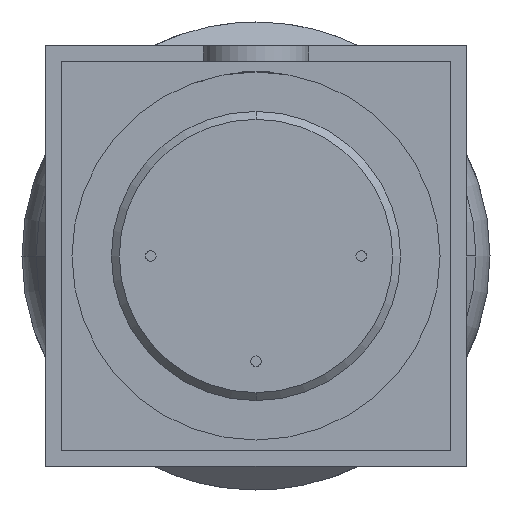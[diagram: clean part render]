
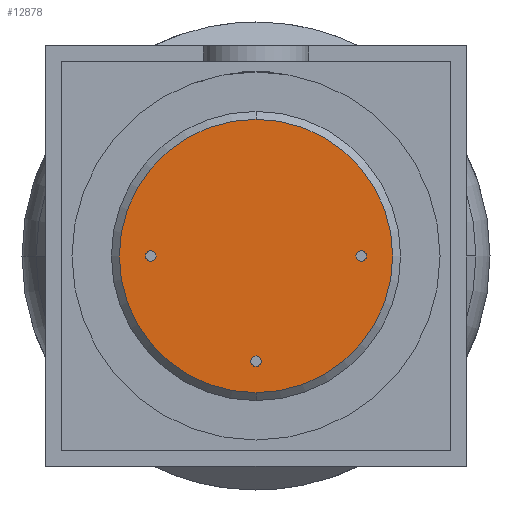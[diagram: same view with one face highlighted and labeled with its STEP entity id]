
A CAD part, front view. The second image highlights one B-rep face of the part: STEP entity #12878.
In plain terms, the highlighted planar face has unit normal (0, -1, 0).
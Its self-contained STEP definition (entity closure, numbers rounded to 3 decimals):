
#68 = CARTESIAN_POINT ( 'NONE',  ( -1.9, -42.8, 0. ) ) ;
#372 = EDGE_LOOP ( 'NONE', ( #10285, #6017 ) ) ;
#595 = PLANE ( 'NONE',  #13256 ) ;
#626 = AXIS2_PLACEMENT_3D ( 'NONE', #4419, #9112, #13779 ) ;
#864 = VERTEX_POINT ( 'NONE', #68 ) ;
#957 = CARTESIAN_POINT ( 'NONE',  ( 0., -42.8, -2. ) ) ;
#1496 = CARTESIAN_POINT ( 'NONE',  ( 0., -42.8, -1.9 ) ) ;
#2179 = DIRECTION ( 'NONE',  ( 0., -1., 0. ) ) ;
#2650 = EDGE_CURVE ( 'Defeature ausgef�hrt1_28+Defeature ausgef�hrt1_27+Defeature ausgef�hrt1_27+Defeature ausgef�hrt1_27', #864, #8610, #11667, .T. ) ;
#2767 = ORIENTED_EDGE ( 'NONE', *, *, #4514, .T. ) ;
#2940 = FACE_OUTER_BOUND ( 'NONE', #14705, .T. ) ;
#2961 = EDGE_LOOP ( 'NONE', ( #10935, #8879 ) ) ;
#3134 = CARTESIAN_POINT ( 'NONE',  ( 0., -42.8, 2.6 ) ) ;
#3296 = DIRECTION ( 'NONE',  ( 0., 0., 1. ) ) ;
#3319 = EDGE_CURVE ( 'Defeature ausgef�hrt1_28+Defeature ausgef�hrt1_26+Defeature ausgef�hrt1_26+Defeature ausgef�hrt1_26', #4540, #12728, #10703, .T. ) ;
#3378 = VERTEX_POINT ( 'NONE', #3134 ) ;
#3758 = DIRECTION ( 'NONE',  ( 0., 1., 0. ) ) ;
#3780 = CARTESIAN_POINT ( 'NONE',  ( -2.1, -42.8, 0. ) ) ;
#4065 = DIRECTION ( 'NONE',  ( 0., 0., 1. ) ) ;
#4419 = CARTESIAN_POINT ( 'NONE',  ( 0., -42.8, -2. ) ) ;
#4454 = VERTEX_POINT ( 'NONE', #14855 ) ;
#4514 = EDGE_CURVE ( 'Defeature ausgef�hrt1_28+Defeature ausgef�hrt1_29+Defeature ausgef�hrt1_29+Defeature ausgef�hrt1_29', #3378, #5903, #8500, .T. ) ;
#4540 = VERTEX_POINT ( 'NONE', #15004 ) ;
#4736 = CIRCLE ( 'NONE', #626, 0.1 ) ;
#5024 = CARTESIAN_POINT ( 'NONE',  ( -2., -42.8, 0. ) ) ;
#5063 = AXIS2_PLACEMENT_3D ( 'NONE', #957, #15150, #10363 ) ;
#5903 = VERTEX_POINT ( 'NONE', #11192 ) ;
#6017 = ORIENTED_EDGE ( 'NONE', *, *, #3319, .T. ) ;
#6105 = ORIENTED_EDGE ( 'NONE', *, *, #10396, .T. ) ;
#6576 = CIRCLE ( 'NONE', #10290, 0.1 ) ;
#6810 = FACE_BOUND ( 'NONE', #372, .T. ) ;
#6850 = CARTESIAN_POINT ( 'NONE',  ( 0., -42.8, 0. ) ) ;
#7162 = FACE_BOUND ( 'NONE', #12218, .T. ) ;
#7165 = EDGE_CURVE ( 'Defeature ausgef�hrt1_28+Defeature ausgef�hrt1_25+Defeature ausgef�hrt1_25+Defeature ausgef�hrt1_25', #10667, #4454, #7700, .T. ) ;
#7700 = CIRCLE ( 'NONE', #5063, 0.1 ) ;
#8365 = EDGE_CURVE ( 'Defeature ausgef�hrt1_28+Defeature ausgef�hrt1_25+Defeature ausgef�hrt1_25+Defeature ausgef�hrt1_25', #4454, #10667, #4736, .T. ) ;
#8500 = CIRCLE ( 'NONE', #13429, 2.6 ) ;
#8593 = DIRECTION ( 'NONE',  ( 0., 1., 0. ) ) ;
#8609 = EDGE_CURVE ( 'Defeature ausgef�hrt1_28+Defeature ausgef�hrt1_27+Defeature ausgef�hrt1_27+Defeature ausgef�hrt1_27', #8610, #864, #6576, .T. ) ;
#8610 = VERTEX_POINT ( 'NONE', #3780 ) ;
#8626 = CARTESIAN_POINT ( 'NONE',  ( 0., -42.8, 0. ) ) ;
#8629 = ORIENTED_EDGE ( 'NONE', *, *, #2650, .T. ) ;
#8640 = CARTESIAN_POINT ( 'NONE',  ( -2., -42.8, 0. ) ) ;
#8674 = DIRECTION ( 'NONE',  ( -1., 0., 0. ) ) ;
#8879 = ORIENTED_EDGE ( 'NONE', *, *, #8365, .T. ) ;
#9112 = DIRECTION ( 'NONE',  ( 0., 1., 0. ) ) ;
#9244 = DIRECTION ( 'NONE',  ( 0., 0., 1. ) ) ;
#9889 = AXIS2_PLACEMENT_3D ( 'NONE', #8640, #8593, #12336 ) ;
#9981 = CIRCLE ( 'NONE', #14499, 2.6 ) ;
#10013 = DIRECTION ( 'NONE',  ( 0., 1., 0. ) ) ;
#10285 = ORIENTED_EDGE ( 'NONE', *, *, #12851, .T. ) ;
#10290 = AXIS2_PLACEMENT_3D ( 'NONE', #5024, #14326, #13200 ) ;
#10363 = DIRECTION ( 'NONE',  ( 0., 0., 1. ) ) ;
#10396 = EDGE_CURVE ( 'Defeature ausgef�hrt1_28+Defeature ausgef�hrt1_29+Defeature ausgef�hrt1_29+Defeature ausgef�hrt1_29', #5903, #3378, #9981, .T. ) ;
#10561 = ORIENTED_EDGE ( 'NONE', *, *, #8609, .T. ) ;
#10667 = VERTEX_POINT ( 'NONE', #1496 ) ;
#10703 = CIRCLE ( 'NONE', #12553, 0.1 ) ;
#10780 = CARTESIAN_POINT ( 'NONE',  ( 2., -42.8, 0. ) ) ;
#10935 = ORIENTED_EDGE ( 'NONE', *, *, #7165, .T. ) ;
#11076 = CARTESIAN_POINT ( 'NONE',  ( 2., -42.8, 0. ) ) ;
#11192 = CARTESIAN_POINT ( 'NONE',  ( 0., -42.8, -2.6 ) ) ;
#11667 = CIRCLE ( 'NONE', #9889, 0.1 ) ;
#11806 = CARTESIAN_POINT ( 'NONE',  ( 1.9, -42.8, 0. ) ) ;
#11936 = FACE_BOUND ( 'NONE', #2961, .T. ) ;
#11962 = DIRECTION ( 'NONE',  ( -1., 0., 0. ) ) ;
#12218 = EDGE_LOOP ( 'NONE', ( #10561, #8629 ) ) ;
#12265 = DIRECTION ( 'NONE',  ( 0., 1., 0. ) ) ;
#12336 = DIRECTION ( 'NONE',  ( -1., 0., 0. ) ) ;
#12553 = AXIS2_PLACEMENT_3D ( 'NONE', #11076, #12265, #8674 ) ;
#12585 = AXIS2_PLACEMENT_3D ( 'NONE', #10780, #3758, #11962 ) ;
#12728 = VERTEX_POINT ( 'NONE', #11806 ) ;
#12851 = EDGE_CURVE ( 'Defeature ausgef�hrt1_28+Defeature ausgef�hrt1_26+Defeature ausgef�hrt1_26+Defeature ausgef�hrt1_26', #12728, #4540, #14659, .T. ) ;
#12878 = ADVANCED_FACE ( 'Defeature ausgef�hrt1_28', ( #7162, #6810, #11936, #2940 ), #595, .F. ) ;
#13200 = DIRECTION ( 'NONE',  ( -1., 0., 0. ) ) ;
#13256 = AXIS2_PLACEMENT_3D ( 'NONE', #8626, #10013, #4065 ) ;
#13429 = AXIS2_PLACEMENT_3D ( 'NONE', #13794, #15155, #3296 ) ;
#13779 = DIRECTION ( 'NONE',  ( 0., 0., 1. ) ) ;
#13794 = CARTESIAN_POINT ( 'NONE',  ( 0., -42.8, 0. ) ) ;
#14326 = DIRECTION ( 'NONE',  ( 0., 1., 0. ) ) ;
#14499 = AXIS2_PLACEMENT_3D ( 'NONE', #6850, #2179, #9244 ) ;
#14659 = CIRCLE ( 'NONE', #12585, 0.1 ) ;
#14705 = EDGE_LOOP ( 'NONE', ( #2767, #6105 ) ) ;
#14855 = CARTESIAN_POINT ( 'NONE',  ( 0., -42.8, -2.1 ) ) ;
#15004 = CARTESIAN_POINT ( 'NONE',  ( 2.1, -42.8, 0. ) ) ;
#15150 = DIRECTION ( 'NONE',  ( 0., 1., 0. ) ) ;
#15155 = DIRECTION ( 'NONE',  ( 0., -1., 0. ) ) ;
